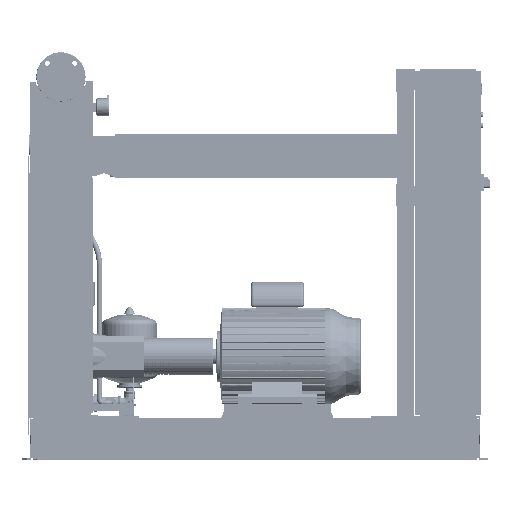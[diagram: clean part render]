
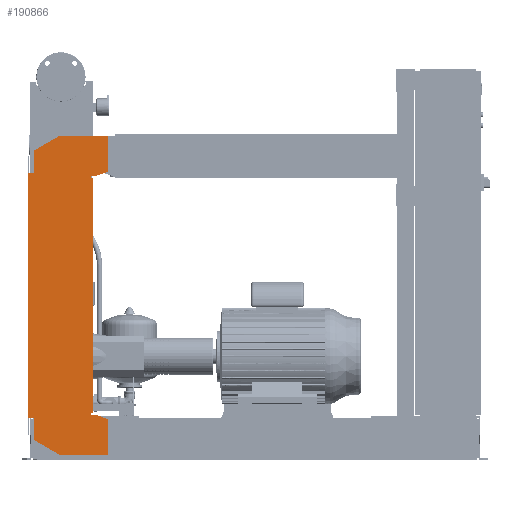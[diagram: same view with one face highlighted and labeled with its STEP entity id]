
A CAD part, front view. The second image highlights one B-rep face of the part: STEP entity #190866.
In plain terms, the highlighted free-form (B-spline) face has degree [1, 1] with [2, 2] control points.
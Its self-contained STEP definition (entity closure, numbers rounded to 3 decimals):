
#190351=CARTESIAN_POINT('',(-102.0,-565.5,1076.0));
#190352=VERTEX_POINT('',#190351);
#190359=CARTESIAN_POINT('',(-102.0,-565.5,1158.574));
#190360=VERTEX_POINT('',#190359);
#190361=CARTESIAN_POINT('',(-102.0,-565.5,1076.0));
#190362=DIRECTION('',(0.0,0.0,1.0));
#190363=VECTOR('',#190362,82.574);
#190364=LINE('',#190361,#190363);
#190365=EDGE_CURVE('',#190352,#190360,#190364,.T.);
#190383=CARTESIAN_POINT('',(-6.,-565.5,1214.0));
#190384=VERTEX_POINT('',#190383);
#190385=CARTESIAN_POINT('',(-102.0,-565.5,1158.574));
#190386=DIRECTION('',(0.866,0.0,0.5));
#190387=VECTOR('',#190386,110.851);
#190388=LINE('',#190385,#190387);
#190389=EDGE_CURVE('',#190360,#190384,#190388,.T.);
#190407=CARTESIAN_POINT('',(177.0,-565.5,1214.0));
#190408=VERTEX_POINT('',#190407);
#190409=CARTESIAN_POINT('',(-6.,-565.5,1214.0));
#190410=DIRECTION('',(1.0,0.0,0.0));
#190411=VECTOR('',#190410,183.0);
#190412=LINE('',#190409,#190411);
#190413=EDGE_CURVE('',#190384,#190408,#190412,.T.);
#190431=CARTESIAN_POINT('',(177.0,-565.5,1080.379));
#190432=VERTEX_POINT('',#190431);
#190433=CARTESIAN_POINT('',(177.0,-565.5,1214.0));
#190434=DIRECTION('',(0.0,0.0,-1.0));
#190435=VECTOR('',#190434,133.621);
#190436=LINE('',#190433,#190435);
#190437=EDGE_CURVE('',#190408,#190432,#190436,.T.);
#190455=CARTESIAN_POINT('',(132.,-565.5,1064.0));
#190456=VERTEX_POINT('',#190455);
#190457=CARTESIAN_POINT('',(177.0,-565.5,1080.379));
#190458=DIRECTION('',(-0.94,0.0,-0.342));
#190459=VECTOR('',#190458,47.888);
#190460=LINE('',#190457,#190459);
#190461=EDGE_CURVE('',#190432,#190456,#190460,.T.);
#190479=CARTESIAN_POINT('',(112.0,-565.5,1064.0));
#190480=VERTEX_POINT('',#190479);
#190481=CARTESIAN_POINT('',(132.,-565.5,1064.0));
#190482=DIRECTION('',(-1.0,0.0,0.0));
#190483=VECTOR('',#190482,20.);
#190484=LINE('',#190481,#190483);
#190485=EDGE_CURVE('',#190456,#190480,#190484,.T.);
#190503=CARTESIAN_POINT('',(112.0,-565.5,1056.0));
#190504=VERTEX_POINT('',#190503);
#190505=CARTESIAN_POINT('',(112.0,-565.5,1064.0));
#190506=DIRECTION('',(0.0,0.0,-1.0));
#190507=VECTOR('',#190506,8.0);
#190508=LINE('',#190505,#190507);
#190509=EDGE_CURVE('',#190480,#190504,#190508,.T.);
#190527=CARTESIAN_POINT('',(120.,-565.5,1056.0));
#190528=VERTEX_POINT('',#190527);
#190529=CARTESIAN_POINT('',(112.0,-565.5,1056.0));
#190530=DIRECTION('',(1.0,0.0,0.0));
#190531=VECTOR('',#190530,8.);
#190532=LINE('',#190529,#190531);
#190533=EDGE_CURVE('',#190504,#190528,#190532,.T.);
#190551=CARTESIAN_POINT('',(120.,-565.5,176.));
#190552=VERTEX_POINT('',#190551);
#190563=CARTESIAN_POINT('',(120.,-565.5,1056.0));
#190564=DIRECTION('',(0.0,0.0,-1.0));
#190565=VECTOR('',#190564,880.);
#190566=LINE('',#190563,#190565);
#190567=EDGE_CURVE('',#190528,#190552,#190566,.T.);
#190581=CARTESIAN_POINT('',(112.,-565.5,176.));
#190582=VERTEX_POINT('',#190581);
#190583=CARTESIAN_POINT('',(120.,-565.5,176.));
#190584=DIRECTION('',(-1.0,0.0,0.0));
#190585=VECTOR('',#190584,8.);
#190586=LINE('',#190583,#190585);
#190587=EDGE_CURVE('',#190552,#190582,#190586,.T.);
#190605=CARTESIAN_POINT('',(112.,-565.5,168.));
#190606=VERTEX_POINT('',#190605);
#190607=CARTESIAN_POINT('',(112.,-565.5,176.));
#190608=DIRECTION('',(0.0,0.0,-1.0));
#190609=VECTOR('',#190608,8.0);
#190610=LINE('',#190607,#190609);
#190611=EDGE_CURVE('',#190582,#190606,#190610,.T.);
#190629=CARTESIAN_POINT('',(132.,-565.5,168.));
#190630=VERTEX_POINT('',#190629);
#190631=CARTESIAN_POINT('',(112.,-565.5,168.));
#190632=DIRECTION('',(1.0,0.0,0.0));
#190633=VECTOR('',#190632,20.0);
#190634=LINE('',#190631,#190633);
#190635=EDGE_CURVE('',#190606,#190630,#190634,.T.);
#190653=CARTESIAN_POINT('',(177.,-565.5,151.621));
#190654=VERTEX_POINT('',#190653);
#190655=CARTESIAN_POINT('',(132.,-565.5,168.));
#190656=DIRECTION('',(0.94,0.0,-0.342));
#190657=VECTOR('',#190656,47.888);
#190658=LINE('',#190655,#190657);
#190659=EDGE_CURVE('',#190630,#190654,#190658,.T.);
#190677=CARTESIAN_POINT('',(177.,-565.5,18.0));
#190678=VERTEX_POINT('',#190677);
#190679=CARTESIAN_POINT('',(177.,-565.5,151.621));
#190680=DIRECTION('',(0.0,0.0,-1.0));
#190681=VECTOR('',#190680,133.621);
#190682=LINE('',#190679,#190681);
#190683=EDGE_CURVE('',#190654,#190678,#190682,.T.);
#190701=CARTESIAN_POINT('',(-4.,-565.5,18.0));
#190702=VERTEX_POINT('',#190701);
#190703=CARTESIAN_POINT('',(177.,-565.5,18.0));
#190704=DIRECTION('',(-1.0,0.0,0.0));
#190705=VECTOR('',#190704,181.);
#190706=LINE('',#190703,#190705);
#190707=EDGE_CURVE('',#190678,#190702,#190706,.T.);
#190725=CARTESIAN_POINT('',(-102.,-565.5,74.58));
#190726=VERTEX_POINT('',#190725);
#190727=CARTESIAN_POINT('',(-4.,-565.5,18.0));
#190728=DIRECTION('',(-0.866,0.0,0.5));
#190729=VECTOR('',#190728,113.161);
#190730=LINE('',#190727,#190729);
#190731=EDGE_CURVE('',#190702,#190726,#190730,.T.);
#190749=CARTESIAN_POINT('',(-102.,-565.5,156.0));
#190750=VERTEX_POINT('',#190749);
#190751=CARTESIAN_POINT('',(-102.,-565.5,74.58));
#190752=DIRECTION('',(0.0,0.0,1.0));
#190753=VECTOR('',#190752,81.42);
#190754=LINE('',#190751,#190753);
#190755=EDGE_CURVE('',#190726,#190750,#190754,.T.);
#190773=CARTESIAN_POINT('',(-122.,-565.5,156.0));
#190774=VERTEX_POINT('',#190773);
#190775=CARTESIAN_POINT('',(-102.,-565.5,156.0));
#190776=DIRECTION('',(-1.0,0.0,0.0));
#190777=VECTOR('',#190776,20.0);
#190778=LINE('',#190775,#190777);
#190779=EDGE_CURVE('',#190750,#190774,#190778,.T.);
#190797=CARTESIAN_POINT('',(-122.0,-565.5,1076.0));
#190798=VERTEX_POINT('',#190797);
#190811=CARTESIAN_POINT('',(-122.,-565.5,156.0));
#190812=DIRECTION('',(0.0,0.0,1.0));
#190813=VECTOR('',#190812,920.0);
#190814=LINE('',#190811,#190813);
#190815=EDGE_CURVE('',#190774,#190798,#190814,.T.);
#190829=CARTESIAN_POINT('',(-122.0,-565.5,1076.0));
#190830=DIRECTION('',(1.0,0.0,0.0));
#190831=VECTOR('',#190830,20.0);
#190832=LINE('',#190829,#190831);
#190833=EDGE_CURVE('',#190798,#190352,#190832,.T.);
#190839=CARTESIAN_POINT('',(-122.,-565.5,18.0));
#190840=CARTESIAN_POINT('',(177.0,-565.5,18.0));
#190841=CARTESIAN_POINT('',(-122.,-565.5,1214.0));
#190842=CARTESIAN_POINT('',(177.0,-565.5,1214.0));
#190843=B_SPLINE_SURFACE_WITH_KNOTS('',1,1,((#190839,#190841),(#190840,#190842)),.UNSPECIFIED.,.F.,.F.,.U.,(2,2),(2,2),(0.0,299.),(0.0,1196.0),.UNSPECIFIED.);
#190844=ORIENTED_EDGE('',*,*,#190833,.F.);
#190845=ORIENTED_EDGE('',*,*,#190815,.F.);
#190846=ORIENTED_EDGE('',*,*,#190779,.F.);
#190847=ORIENTED_EDGE('',*,*,#190755,.F.);
#190848=ORIENTED_EDGE('',*,*,#190731,.F.);
#190849=ORIENTED_EDGE('',*,*,#190707,.F.);
#190850=ORIENTED_EDGE('',*,*,#190683,.F.);
#190851=ORIENTED_EDGE('',*,*,#190659,.F.);
#190852=ORIENTED_EDGE('',*,*,#190635,.F.);
#190853=ORIENTED_EDGE('',*,*,#190611,.F.);
#190854=ORIENTED_EDGE('',*,*,#190587,.F.);
#190855=ORIENTED_EDGE('',*,*,#190567,.F.);
#190856=ORIENTED_EDGE('',*,*,#190533,.F.);
#190857=ORIENTED_EDGE('',*,*,#190509,.F.);
#190858=ORIENTED_EDGE('',*,*,#190485,.F.);
#190859=ORIENTED_EDGE('',*,*,#190461,.F.);
#190860=ORIENTED_EDGE('',*,*,#190437,.F.);
#190861=ORIENTED_EDGE('',*,*,#190413,.F.);
#190862=ORIENTED_EDGE('',*,*,#190389,.F.);
#190863=ORIENTED_EDGE('',*,*,#190365,.F.);
#190864=EDGE_LOOP('',(#190844,#190845,#190846,#190847,#190848,#190849,#190850,#190851,#190852,#190853,#190854,#190855,#190856,#190857,#190858,#190859,#190860,#190861,#190862,#190863));
#190865=FACE_OUTER_BOUND('',#190864,.T.);
#190866=ADVANCED_FACE('',(#190865),#190843,.T.);
